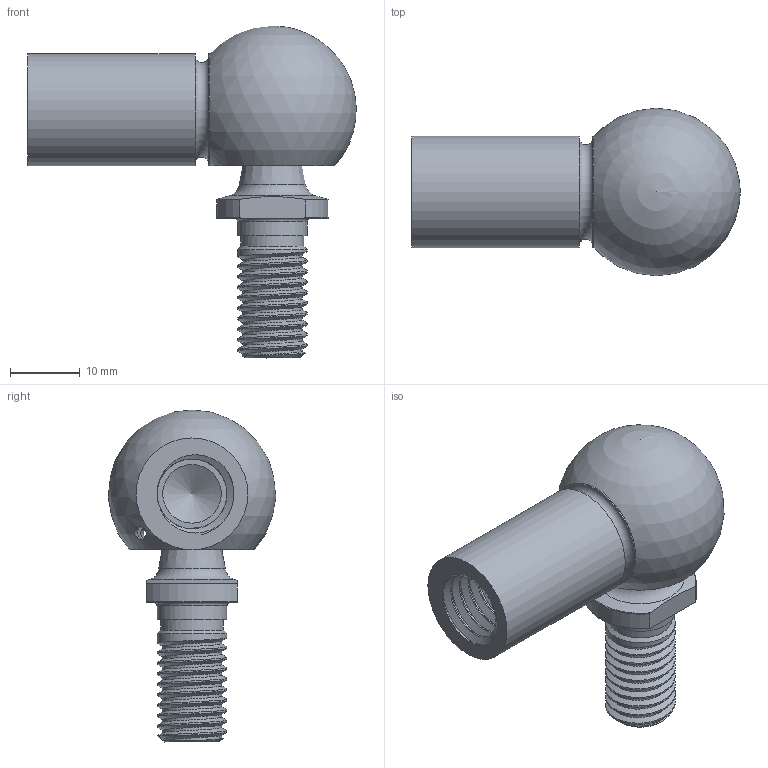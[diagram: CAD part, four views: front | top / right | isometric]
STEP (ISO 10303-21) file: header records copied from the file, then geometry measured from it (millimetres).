
FILE_DESCRIPTION(/* description */ (''),/* implementation_level */ '2;1');
FILE_NAME(/* name */ 'WG35.stp',/* time_stamp */ '2024-05-10T15:52:06+03:00',/* author */ (''),/* organization */ (''),/* preprocessor_version */ 'ST-DEVELOPER v16',/* originating_system */ 'SIEMENS PLM Software NX 11.0',/* authorisation */ '');
FILE_SCHEMA (('AUTOMOTIVE_DESIGN { 1 0 10303 214 3 1 1 1 }'));
Length unit declared in the file: millimetre
Products named in the file (3): Ball socket; Ball stud; WG30_stp
Assembly tree (2 placements, depth 2):
  WG30_stp
    Ball stud
    Ball socket
Bounding box: 46.99 x 23.98 x 47.5 mm (x, y, z)
Volume: 11133.6 mm3; surface area: 7128.8 mm2
Topology: 2 solids, 2 shells, 51 faces, 132 edges, 90 vertices
Faces by surface type: cylinder 16, plane 14, torus 7, cone 6, bspline 5, sphere 3
Full cylindrical faces by diameter (mm): 1.8 x2, 8.376 x1, 9 x1, 10 x1, 16 x4, 19.9 x1
Entity records: 5745 total; most frequent: CARTESIAN_POINT 4640, ORIENTED_EDGE 198, DIRECTION 198, EDGE_CURVE 99, AXIS2_PLACEMENT_3D 93, EDGE_LOOP 80, VERTEX_POINT 80, FACE_BOUND 59
